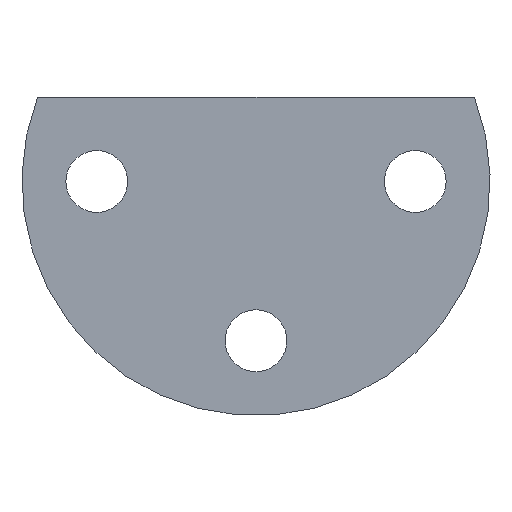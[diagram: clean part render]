
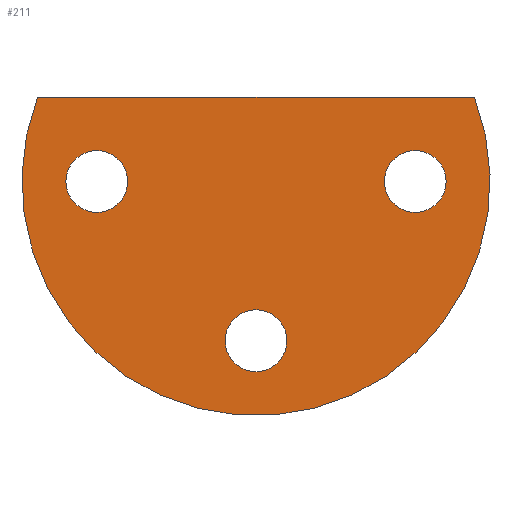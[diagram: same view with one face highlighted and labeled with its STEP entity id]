
A CAD part, left-side view. The second image highlights one B-rep face of the part: STEP entity #211.
In plain terms, the highlighted planar face has unit normal (-1, 0, 0).
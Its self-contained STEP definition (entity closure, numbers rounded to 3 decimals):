
#211 = ADVANCED_FACE( '', ( #413, #414, #415, #416 ), #417, .F. );
#413 = FACE_OUTER_BOUND( '', #597, .T. );
#414 = FACE_BOUND( '', #598, .T. );
#415 = FACE_BOUND( '', #599, .T. );
#416 = FACE_BOUND( '', #600, .T. );
#417 = PLANE( '', #601 );
#597 = EDGE_LOOP( '', ( #981, #982 ) );
#598 = EDGE_LOOP( '', ( #983 ) );
#599 = EDGE_LOOP( '', ( #984 ) );
#600 = EDGE_LOOP( '', ( #985 ) );
#601 = AXIS2_PLACEMENT_3D( '', #986, #987, #988 );
#981 = ORIENTED_EDGE( '', *, *, #1062, .F. );
#982 = ORIENTED_EDGE( '', *, *, #1109, .T. );
#983 = ORIENTED_EDGE( '', *, *, #1117, .F. );
#984 = ORIENTED_EDGE( '', *, *, #1132, .T. );
#985 = ORIENTED_EDGE( '', *, *, #1095, .F. );
#986 = CARTESIAN_POINT( '', ( 0., 0., 0. ) );
#987 = DIRECTION( '', ( 1., 0., 0. ) );
#988 = DIRECTION( '', ( 0., 0., -1. ) );
#1062 = EDGE_CURVE( '', #1247, #1243, #1249, .T. );
#1095 = EDGE_CURVE( '', #1293, #1293, #1294, .T. );
#1109 = EDGE_CURVE( '', #1247, #1243, #1312, .T. );
#1117 = EDGE_CURVE( '', #1320, #1320, #1321, .F. );
#1132 = EDGE_CURVE( '', #1339, #1339, #1340, .T. );
#1243 = VERTEX_POINT( '', #1557 );
#1247 = VERTEX_POINT( '', #1562 );
#1249 = CIRCLE( '', #1565, 25. );
#1293 = VERTEX_POINT( '', #1642 );
#1294 = CIRCLE( '', #1643, 3.3 );
#1312 = LINE( '', #1689, #1690 );
#1320 = VERTEX_POINT( '', #1700 );
#1321 = CIRCLE( '', #1701, 3.3 );
#1339 = VERTEX_POINT( '', #1719 );
#1340 = CIRCLE( '', #1720, 3.3 );
#1557 = CARTESIAN_POINT( '', ( 0., 23.324, 9. ) );
#1562 = CARTESIAN_POINT( '', ( 0., -23.324, 9. ) );
#1565 = AXIS2_PLACEMENT_3D( '', #1800, #1801, #1802 );
#1642 = CARTESIAN_POINT( '', ( 0., -17., 3.3 ) );
#1643 = AXIS2_PLACEMENT_3D( '', #1835, #1836, #1837 );
#1689 = CARTESIAN_POINT( '', ( 0., -27., 9. ) );
#1690 = VECTOR( '', #1848, 1000. );
#1700 = CARTESIAN_POINT( '', ( 0., 17., -3.3 ) );
#1701 = AXIS2_PLACEMENT_3D( '', #1851, #1852, #1853 );
#1719 = CARTESIAN_POINT( '', ( 0., 0., -20.3 ) );
#1720 = AXIS2_PLACEMENT_3D( '', #1863, #1864, #1865 );
#1800 = CARTESIAN_POINT( '', ( 0., 0., 0. ) );
#1801 = DIRECTION( '', ( 1., 0., 0. ) );
#1802 = DIRECTION( '', ( 0., 0., -1. ) );
#1835 = CARTESIAN_POINT( '', ( 0., -17., 0. ) );
#1836 = DIRECTION( '', ( -1., 0., 0. ) );
#1837 = DIRECTION( '', ( 0., 0., 1. ) );
#1848 = DIRECTION( '', ( 0., 1., 0. ) );
#1851 = CARTESIAN_POINT( '', ( 0., 17., 0. ) );
#1852 = DIRECTION( '', ( 1., 0., 0. ) );
#1853 = DIRECTION( '', ( 0., 0., -1. ) );
#1863 = CARTESIAN_POINT( '', ( 0., 0., -17. ) );
#1864 = DIRECTION( '', ( 1., 0., 0. ) );
#1865 = DIRECTION( '', ( 0., 0., -1. ) );
